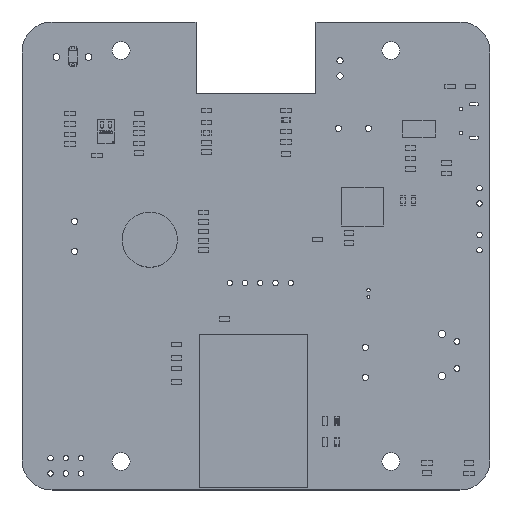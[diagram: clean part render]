
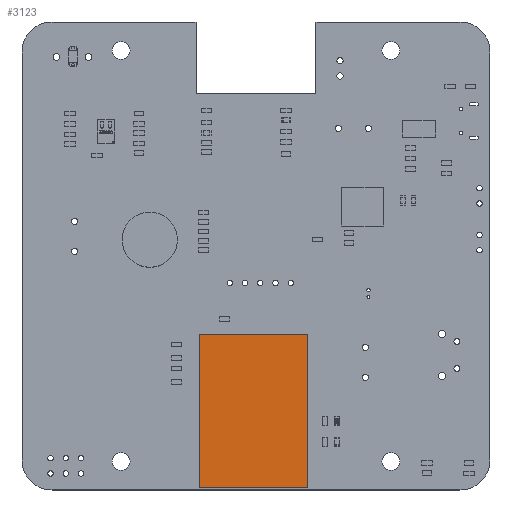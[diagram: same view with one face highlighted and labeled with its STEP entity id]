
A CAD part, top view. The second image highlights one B-rep face of the part: STEP entity #3123.
In plain terms, the highlighted planar face has unit normal (0, 0, 1).
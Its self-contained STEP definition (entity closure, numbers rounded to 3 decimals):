
#2994 = VERTEX_POINT('',#2995);
#2995 = CARTESIAN_POINT('',(9.035,12.77,3.035));
#3001 = EDGE_CURVE('',#2994,#3002,#3004,.T.);
#3002 = VERTEX_POINT('',#3003);
#3003 = CARTESIAN_POINT('',(-9.035,12.77,3.035));
#3004 = LINE('',#3005,#3006);
#3005 = CARTESIAN_POINT('',(9.035,12.77,3.035));
#3006 = VECTOR('',#3007,1.);
#3007 = DIRECTION('',(-1.,0.,0.));
#3032 = EDGE_CURVE('',#3002,#3033,#3035,.T.);
#3033 = VERTEX_POINT('',#3034);
#3034 = CARTESIAN_POINT('',(-9.035,-12.77,3.035));
#3035 = LINE('',#3036,#3037);
#3036 = CARTESIAN_POINT('',(-9.035,12.77,3.035));
#3037 = VECTOR('',#3038,1.);
#3038 = DIRECTION('',(0.,-1.,0.));
#3063 = EDGE_CURVE('',#3033,#3064,#3066,.T.);
#3064 = VERTEX_POINT('',#3065);
#3065 = CARTESIAN_POINT('',(9.035,-12.77,3.035));
#3066 = LINE('',#3067,#3068);
#3067 = CARTESIAN_POINT('',(-9.035,-12.77,3.035));
#3068 = VECTOR('',#3069,1.);
#3069 = DIRECTION('',(1.,0.,0.));
#3094 = EDGE_CURVE('',#3064,#2994,#3095,.T.);
#3095 = LINE('',#3096,#3097);
#3096 = CARTESIAN_POINT('',(9.035,-12.77,3.035));
#3097 = VECTOR('',#3098,1.);
#3098 = DIRECTION('',(0.,1.,0.));
#3123 = ADVANCED_FACE('',(#3124),#3130,.F.);
#3124 = FACE_BOUND('',#3125,.T.);
#3125 = EDGE_LOOP('',(#3126,#3127,#3128,#3129));
#3126 = ORIENTED_EDGE('',*,*,#3001,.T.);
#3127 = ORIENTED_EDGE('',*,*,#3032,.T.);
#3128 = ORIENTED_EDGE('',*,*,#3063,.T.);
#3129 = ORIENTED_EDGE('',*,*,#3094,.T.);
#3130 = PLANE('',#3131);
#3131 = AXIS2_PLACEMENT_3D('',#3132,#3133,#3134);
#3132 = CARTESIAN_POINT('',(9.035,12.77,3.035));
#3133 = DIRECTION('',(0.,0.,-1.));
#3134 = DIRECTION('',(-1.,0.,0.));
